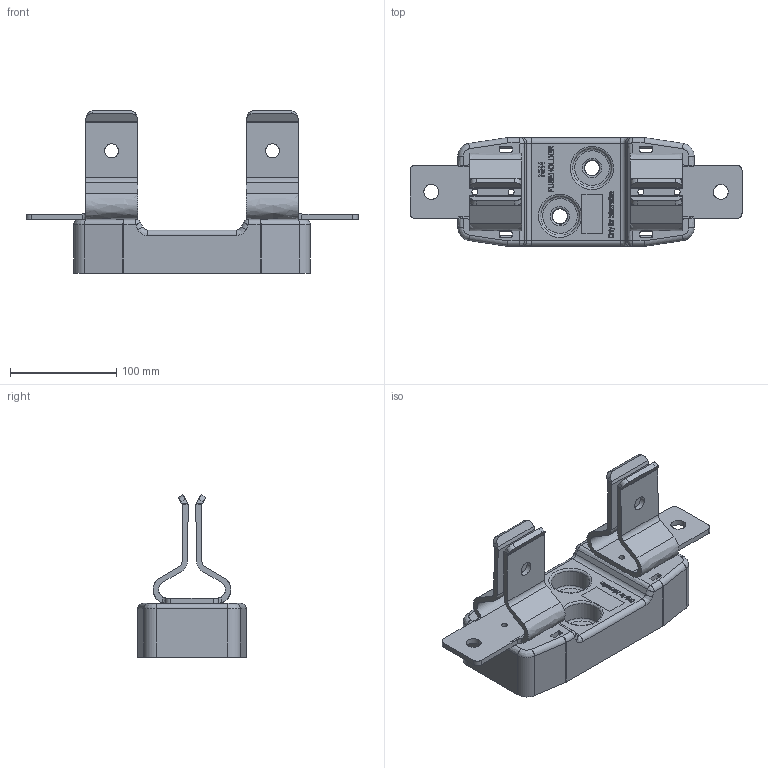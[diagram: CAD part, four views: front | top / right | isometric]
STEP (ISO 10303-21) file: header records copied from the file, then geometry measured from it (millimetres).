
FILE_DESCRIPTION((''),'2;1');
FILE_NAME('3D_NH4_FUSEHOLDER_SAMPLE_STEP_step.stp', '2024-09-13T09:34:13',('User'),('SDRC'),'I-DEAS Master Series','UNIX','Yes');
FILE_SCHEMA(('CONFIG_CONTROL_DESIGN', 'GEOMETRIC_VALIDATION_PROPERTIES_MIM','SHAPE_APPEARANCE_LAYER_MIM'));
Length unit declared in the file: millimetre
Bounding box: 312 x 102 x 152.42 mm (x, y, z)
Surface area: 152897 mm2 (no closed solid volume)
Topology: 0 solids, 3 shells, 577 faces, 1532 edges, 1009 vertices
Faces by surface type: bspline 577
Entity records: 21515 total; most frequent: CARTESIAN_POINT 12218, ORIENTED_EDGE 3020, EDGE_CURVE 1516, QUASI_UNIFORM_CURVE 995, VERTEX_POINT 993, EDGE_LOOP 660, FACE_OUTER_BOUND 577, ADVANCED_FACE 577
